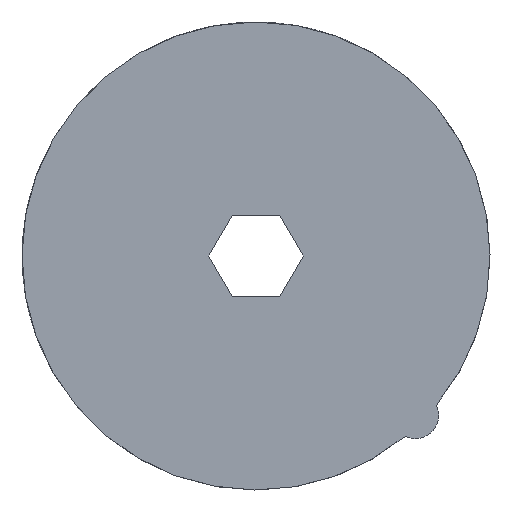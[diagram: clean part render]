
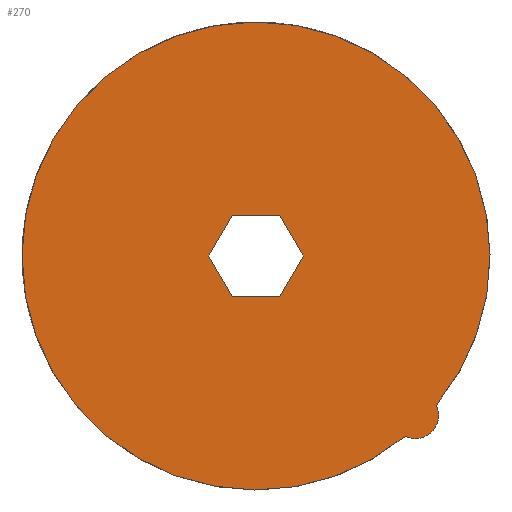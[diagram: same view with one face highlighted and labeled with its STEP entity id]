
A CAD part, front view. The second image highlights one B-rep face of the part: STEP entity #270.
In plain terms, the highlighted planar face has unit normal (0, -1, 0).
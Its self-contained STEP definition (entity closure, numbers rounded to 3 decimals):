
#16=FACE_BOUND('',#58,.T.);
#28=PLANE('',#306);
#42=FACE_OUTER_BOUND('',#57,.T.);
#57=EDGE_LOOP('',(#247,#248));
#58=EDGE_LOOP('',(#249,#250,#251,#252,#253,#254));
#75=LINE('',#434,#103);
#78=LINE('',#439,#106);
#80=LINE('',#443,#108);
#82=LINE('',#447,#110);
#84=LINE('',#451,#112);
#86=LINE('',#454,#114);
#103=VECTOR('',#357,10.);
#106=VECTOR('',#362,10.);
#108=VECTOR('',#366,10.);
#110=VECTOR('',#370,10.);
#112=VECTOR('',#374,10.);
#114=VECTOR('',#378,10.);
#115=CIRCLE('',#286,4.);
#117=CIRCLE('',#289,40.);
#123=VERTEX_POINT('',#383);
#124=VERTEX_POINT('',#384);
#141=VERTEX_POINT('',#432);
#142=VERTEX_POINT('',#433);
#143=VERTEX_POINT('',#438);
#144=VERTEX_POINT('',#442);
#145=VERTEX_POINT('',#446);
#146=VERTEX_POINT('',#450);
#147=EDGE_CURVE('',#123,#124,#115,.T.);
#151=EDGE_CURVE('',#123,#124,#117,.T.);
#171=EDGE_CURVE('',#141,#142,#75,.T.);
#174=EDGE_CURVE('',#143,#141,#78,.T.);
#176=EDGE_CURVE('',#144,#143,#80,.T.);
#178=EDGE_CURVE('',#145,#144,#82,.T.);
#180=EDGE_CURVE('',#146,#145,#84,.T.);
#182=EDGE_CURVE('',#142,#146,#86,.T.);
#247=ORIENTED_EDGE('',*,*,#151,.F.);
#248=ORIENTED_EDGE('',*,*,#147,.T.);
#249=ORIENTED_EDGE('',*,*,#182,.F.);
#250=ORIENTED_EDGE('',*,*,#171,.F.);
#251=ORIENTED_EDGE('',*,*,#174,.F.);
#252=ORIENTED_EDGE('',*,*,#176,.F.);
#253=ORIENTED_EDGE('',*,*,#178,.F.);
#254=ORIENTED_EDGE('',*,*,#180,.F.);
#270=ADVANCED_FACE('',(#42,#16),#28,.F.);
#286=AXIS2_PLACEMENT_3D('',#385,#311,#312);
#289=AXIS2_PLACEMENT_3D('',#392,#319,#320);
#306=AXIS2_PLACEMENT_3D('',#455,#379,#380);
#311=DIRECTION('center_axis',(0.,-1.,0.));
#312=DIRECTION('ref_axis',(0.707,0.,0.707));
#319=DIRECTION('center_axis',(0.,1.,0.));
#320=DIRECTION('ref_axis',(1.,0.,0.));
#357=DIRECTION('',(-0.5,0.,-0.866));
#362=DIRECTION('',(-1.,0.,0.));
#366=DIRECTION('',(-0.5,0.,0.866));
#370=DIRECTION('',(0.5,0.,0.866));
#374=DIRECTION('',(1.,0.,0.));
#378=DIRECTION('',(0.5,0.,-0.866));
#379=DIRECTION('center_axis',(0.,1.,0.));
#380=DIRECTION('ref_axis',(1.,0.,0.));
#383=CARTESIAN_POINT('',(25.488,0.,-30.828));
#384=CARTESIAN_POINT('',(30.828,0.,-25.488));
#385=CARTESIAN_POINT('Origin',(27.224,0.,-27.224));
#392=CARTESIAN_POINT('Origin',(0.,0.,0.));
#432=CARTESIAN_POINT('',(-4.041,0.,7.));
#433=CARTESIAN_POINT('',(-8.083,0.,0.));
#434=CARTESIAN_POINT('',(-8.083,0.,0.));
#438=CARTESIAN_POINT('',(4.041,0.,7.));
#439=CARTESIAN_POINT('',(-4.041,0.,7.));
#442=CARTESIAN_POINT('',(8.083,0.,0.));
#443=CARTESIAN_POINT('',(4.041,0.,7.));
#446=CARTESIAN_POINT('',(4.041,0.,-7.));
#447=CARTESIAN_POINT('',(8.083,0.,0.));
#450=CARTESIAN_POINT('',(-4.041,0.,-7.));
#451=CARTESIAN_POINT('',(4.041,0.,-7.));
#454=CARTESIAN_POINT('',(-4.041,0.,-7.));
#455=CARTESIAN_POINT('Origin',(0.,0.,0.));
